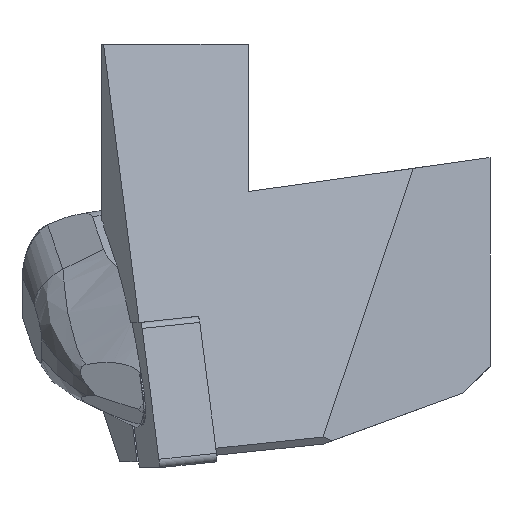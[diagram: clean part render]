
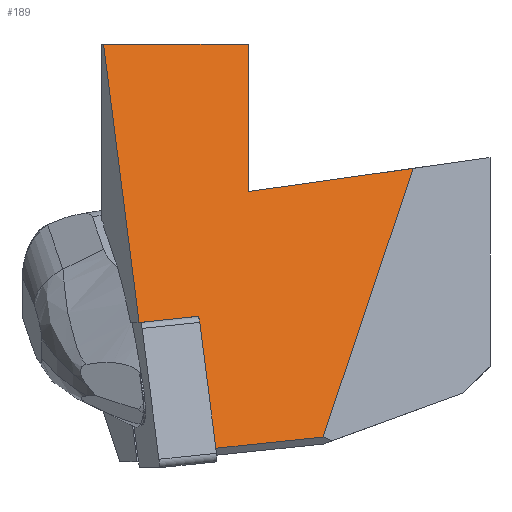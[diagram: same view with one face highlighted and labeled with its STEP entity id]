
A CAD part, left-side view. The second image highlights one B-rep face of the part: STEP entity #189.
In plain terms, the highlighted planar face has unit normal (-0.978, -0.119, 0.173).
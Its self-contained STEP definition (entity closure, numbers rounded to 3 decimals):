
#189=ADVANCED_FACE('',(#291),#250,.F.);
#250=PLANE('',#1352);
#291=FACE_OUTER_BOUND('',#350,.T.);
#350=EDGE_LOOP('',(#467,#468,#469,#470,#471,#472,#473,#474));
#467=ORIENTED_EDGE('',*,*,#928,.F.);
#468=ORIENTED_EDGE('',*,*,#924,.F.);
#469=ORIENTED_EDGE('',*,*,#929,.T.);
#470=ORIENTED_EDGE('',*,*,#930,.F.);
#471=ORIENTED_EDGE('',*,*,#931,.F.);
#472=ORIENTED_EDGE('',*,*,#932,.F.);
#473=ORIENTED_EDGE('',*,*,#912,.F.);
#474=ORIENTED_EDGE('',*,*,#933,.T.);
#791=VERTEX_POINT('',#1768);
#792=VERTEX_POINT('',#1770);
#802=VERTEX_POINT('',#1795);
#803=VERTEX_POINT('',#1796);
#805=VERTEX_POINT('',#1803);
#806=VERTEX_POINT('',#1805);
#807=VERTEX_POINT('',#1807);
#808=VERTEX_POINT('',#1809);
#912=EDGE_CURVE('',#791,#792,#1083,.T.);
#924=EDGE_CURVE('',#802,#803,#1091,.T.);
#928=EDGE_CURVE('',#803,#805,#1095,.T.);
#929=EDGE_CURVE('',#802,#806,#1096,.T.);
#930=EDGE_CURVE('',#807,#806,#1097,.T.);
#931=EDGE_CURVE('',#808,#807,#1098,.T.);
#932=EDGE_CURVE('',#792,#808,#1099,.T.);
#933=EDGE_CURVE('',#791,#805,#1100,.T.);
#1083=LINE('',#1769,#1187);
#1091=LINE('',#1794,#1195);
#1095=LINE('',#1802,#1199);
#1096=LINE('',#1804,#1200);
#1097=LINE('',#1806,#1201);
#1098=LINE('',#1808,#1202);
#1099=LINE('',#1810,#1203);
#1100=LINE('',#1811,#1204);
#1187=VECTOR('',#1464,1.);
#1195=VECTOR('',#1486,1.);
#1199=VECTOR('',#1492,1.);
#1200=VECTOR('',#1493,1.);
#1201=VECTOR('',#1494,1.);
#1202=VECTOR('',#1495,1.);
#1203=VECTOR('',#1496,1.);
#1204=VECTOR('',#1497,1.);
#1352=AXIS2_PLACEMENT_3D('',#1812,#1498,#1499);
#1464=DIRECTION('',(0.158,0.125,0.98));
#1486=DIRECTION('',(-0.138,0.985,-0.104));
#1492=DIRECTION('',(0.158,0.125,0.98));
#1493=DIRECTION('',(0.202,-0.311,0.929));
#1494=DIRECTION('',(0.144,-0.98,0.138));
#1495=DIRECTION('',(-0.174,0.,-0.985));
#1496=DIRECTION('',(0.121,-0.993,0.));
#1497=DIRECTION('',(0.138,-0.985,0.104));
#1498=DIRECTION('',(0.978,0.119,-0.173));
#1499=DIRECTION('',(-0.174,0.,-0.985));
#1768=CARTESIAN_POINT('',(-90.613,2.244,-14.226));
#1769=CARTESIAN_POINT('',(-90.634,2.228,-14.354));
#1770=CARTESIAN_POINT('',(-85.744,6.105,16.));
#1794=CARTESIAN_POINT('',(-91.142,-12.243,-27.227));
#1795=CARTESIAN_POINT('',(-90.37,-17.74,-26.649));
#1796=CARTESIAN_POINT('',(-92.022,-5.989,-27.884));
#1802=CARTESIAN_POINT('',(-89.734,-4.174,-13.681));
#1803=CARTESIAN_POINT('',(-89.713,-4.158,-13.553));
#1804=CARTESIAN_POINT('',(-76.484,-39.123,37.195));
#1805=CARTESIAN_POINT('',(-84.026,-27.509,2.517));
#1806=CARTESIAN_POINT('',(-85.81,-15.359,0.809));
#1807=CARTESIAN_POINT('',(-86.655,-9.6,0.));
#1808=CARTESIAN_POINT('',(-86.37,-9.6,1.614));
#1809=CARTESIAN_POINT('',(-83.829,-9.6,16.));
#1810=CARTESIAN_POINT('',(-85.139,1.142,16.));
#1811=CARTESIAN_POINT('',(-88.834,-10.412,-12.896));
#1812=CARTESIAN_POINT('',(-88.855,-10.429,-13.024));
